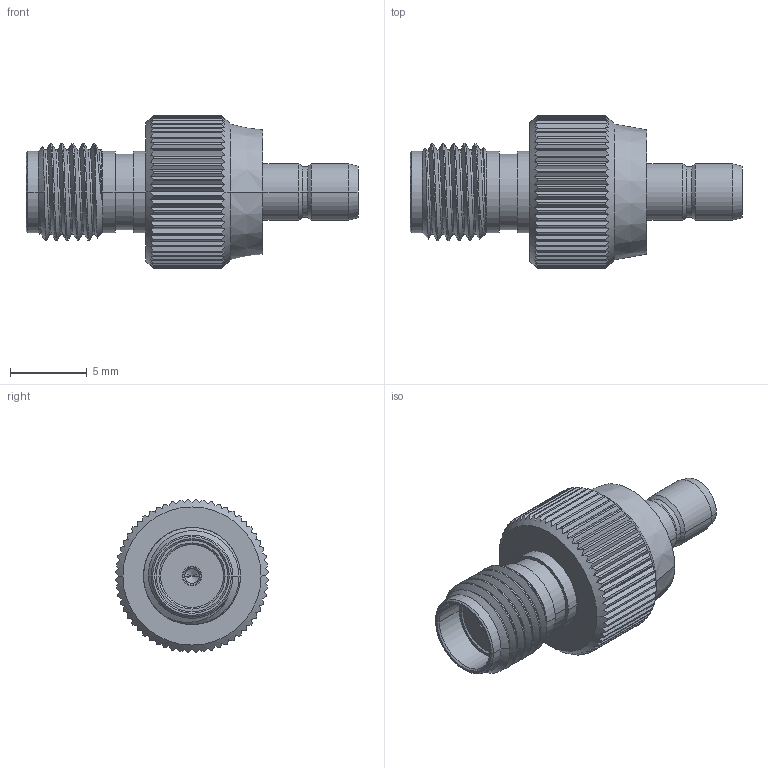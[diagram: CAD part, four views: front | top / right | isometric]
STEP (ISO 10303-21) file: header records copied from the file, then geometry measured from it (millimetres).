
FILE_DESCRIPTION((''),'2;1');
FILE_NAME('SMAF-SMBM1-3GT50G-50_SW0001','2018-06-22T',('Lokesh'),(''),'CREO PARAMETRIC BY PTC INC, 2017020','CREO PARAMETRIC BY PTC INC, 2017020','');
FILE_SCHEMA(('CONFIG_CONTROL_DESIGN'));
Length unit declared in the file: inch
Products named in the file (1): SMAF-SMBM1-3GT50G-50_SW0001
Bounding box: 21.63 x 9.99 x 9.99 mm (x, y, z)
Volume: 735.9 mm3; surface area: 753.9 mm2
Topology: 1 solids, 1 shells, 281 faces, 779 edges, 507 vertices
Faces by surface type: plane 147, cylinder 96, cone 30, bspline 8
Entity records: 11998 total; most frequent: CARTESIAN_POINT 5168, ORIENTED_EDGE 1550, DIRECTION 1260, EDGE_CURVE 775, VERTEX_POINT 507, AXIS2_PLACEMENT_3D 491, EDGE_LOOP 292, FACE_OUTER_BOUND 281
